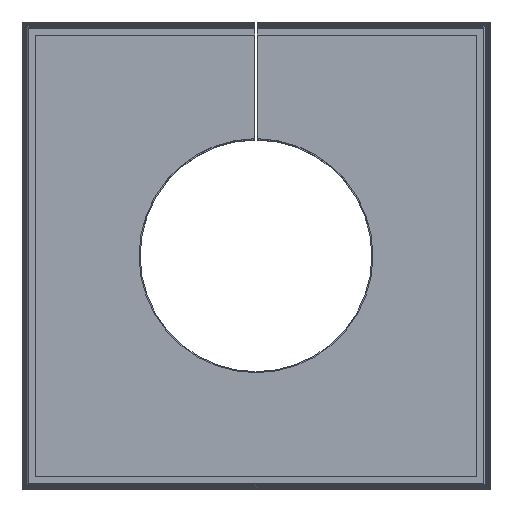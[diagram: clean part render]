
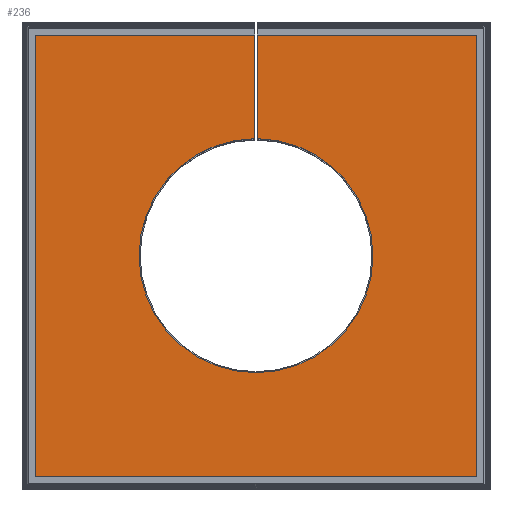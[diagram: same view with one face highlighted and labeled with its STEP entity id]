
A CAD part, top view. The second image highlights one B-rep face of the part: STEP entity #236.
In plain terms, the highlighted planar face has unit normal (0, 0, 1).
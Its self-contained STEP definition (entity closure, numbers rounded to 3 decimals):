
#57=CIRCLE('',#2061,10.5);
#236=ADVANCED_FACE('',(#426),#332,.T.);
#332=PLANE('',#2062);
#426=FACE_OUTER_BOUND('',#541,.T.);
#541=EDGE_LOOP('',(#956,#957,#958,#959,#960,#961,#962,#963));
#956=ORIENTED_EDGE('',*,*,#1514,.F.);
#957=ORIENTED_EDGE('',*,*,#1515,.T.);
#958=ORIENTED_EDGE('',*,*,#1516,.T.);
#959=ORIENTED_EDGE('',*,*,#1517,.T.);
#960=ORIENTED_EDGE('',*,*,#1518,.T.);
#961=ORIENTED_EDGE('',*,*,#1330,.T.);
#962=ORIENTED_EDGE('',*,*,#1519,.T.);
#963=ORIENTED_EDGE('',*,*,#1520,.F.);
#1146=VERTEX_POINT('',#2601);
#1148=VERTEX_POINT('',#2604);
#1262=VERTEX_POINT('',#3468);
#1263=VERTEX_POINT('',#3469);
#1264=VERTEX_POINT('',#3471);
#1265=VERTEX_POINT('',#3473);
#1266=VERTEX_POINT('',#3475);
#1267=VERTEX_POINT('',#3478);
#1330=EDGE_CURVE('',#1148,#1146,#1607,.T.);
#1514=EDGE_CURVE('',#1262,#1263,#1734,.T.);
#1515=EDGE_CURVE('',#1262,#1264,#1735,.T.);
#1516=EDGE_CURVE('',#1264,#1265,#1736,.T.);
#1517=EDGE_CURVE('',#1265,#1266,#1737,.T.);
#1518=EDGE_CURVE('',#1266,#1148,#1738,.T.);
#1519=EDGE_CURVE('',#1146,#1267,#1739,.T.);
#1520=EDGE_CURVE('',#1263,#1267,#57,.T.);
#1607=LINE('',#2603,#1806);
#1734=LINE('',#3467,#1943);
#1735=LINE('',#3470,#1944);
#1736=LINE('',#3472,#1945);
#1737=LINE('',#3474,#1946);
#1738=LINE('',#3476,#1947);
#1739=LINE('',#3477,#1948);
#1806=VECTOR('',#2147,1.);
#1943=VECTOR('',#2418,1.);
#1944=VECTOR('',#2419,1.);
#1945=VECTOR('',#2420,1.);
#1946=VECTOR('',#2421,1.);
#1947=VECTOR('',#2422,1.);
#1948=VECTOR('',#2423,1.);
#2061=AXIS2_PLACEMENT_3D('',#3479,#2424,#2425);
#2062=AXIS2_PLACEMENT_3D('',#3480,#2426,#2427);
#2147=DIRECTION('',(-1.,0.,0.));
#2418=DIRECTION('',(0.,-1.,0.));
#2419=DIRECTION('',(-1.,0.,0.));
#2420=DIRECTION('',(0.,-1.,0.));
#2421=DIRECTION('',(1.,0.,0.));
#2422=DIRECTION('',(0.,1.,0.));
#2423=DIRECTION('',(0.,-1.,0.));
#2424=DIRECTION('',(0.,0.,1.));
#2425=DIRECTION('',(1.,0.,0.));
#2426=DIRECTION('',(0.,0.,1.));
#2427=DIRECTION('',(-1.,0.,0.));
#2601=CARTESIAN_POINT('',(0.1,19.8,17.7));
#2603=CARTESIAN_POINT('',(19.8,19.8,17.7));
#2604=CARTESIAN_POINT('',(19.8,19.8,17.7));
#3467=CARTESIAN_POINT('',(-0.1,0.,17.7));
#3468=CARTESIAN_POINT('',(-0.1,19.8,17.7));
#3469=CARTESIAN_POINT('',(-0.1,10.5,17.7));
#3470=CARTESIAN_POINT('',(19.8,19.8,17.7));
#3471=CARTESIAN_POINT('',(-19.8,19.8,17.7));
#3472=CARTESIAN_POINT('',(-19.8,19.8,17.7));
#3473=CARTESIAN_POINT('',(-19.8,-19.8,17.7));
#3474=CARTESIAN_POINT('',(-19.8,-19.8,17.7));
#3475=CARTESIAN_POINT('',(19.8,-19.8,17.7));
#3476=CARTESIAN_POINT('',(19.8,-19.8,17.7));
#3477=CARTESIAN_POINT('',(0.1,0.,17.7));
#3478=CARTESIAN_POINT('',(0.1,10.5,17.7));
#3479=CARTESIAN_POINT('',(0.,0.,17.7));
#3480=CARTESIAN_POINT('',(0.,0.,17.7));
